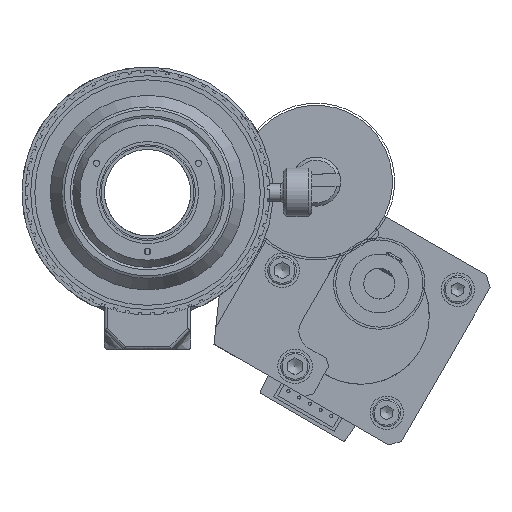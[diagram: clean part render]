
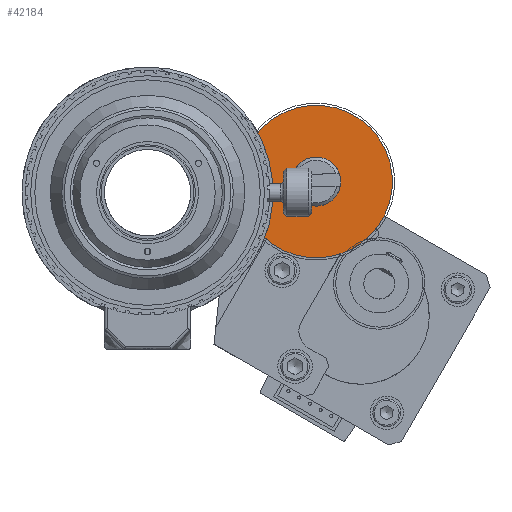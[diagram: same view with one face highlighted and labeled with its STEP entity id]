
A CAD part, left-side view. The second image highlights one B-rep face of the part: STEP entity #42184.
In plain terms, the highlighted planar face has unit normal (-1, 0, 0).
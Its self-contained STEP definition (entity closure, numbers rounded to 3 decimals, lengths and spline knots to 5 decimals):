
#1302=FACE_BOUND('',#15143,.T.);
#10125=PLANE('',#46298);
#12382=FACE_OUTER_BOUND('',#15142,.T.);
#15142=EDGE_LOOP('',(#39019));
#15143=EDGE_LOOP('',(#39020));
#16962=CIRCLE('',#46299,0.4861);
#16963=CIRCLE('',#46300,0.09375);
#21322=VERTEX_POINT('',#75821);
#21323=VERTEX_POINT('',#75823);
#27225=EDGE_CURVE('',#21322,#21322,#16962,.T.);
#27226=EDGE_CURVE('',#21323,#21323,#16963,.T.);
#39019=ORIENTED_EDGE('',*,*,#27225,.F.);
#39020=ORIENTED_EDGE('',*,*,#27226,.T.);
#42184=ADVANCED_FACE('',(#12382,#1302),#10125,.T.);
#46298=AXIS2_PLACEMENT_3D('',#75820,#58255,#58256);
#46299=AXIS2_PLACEMENT_3D('',#75822,#58257,#58258);
#46300=AXIS2_PLACEMENT_3D('',#75824,#58259,#58260);
#58255=DIRECTION('center_axis',(-1.,0.,0.));
#58256=DIRECTION('ref_axis',(0.,0.,1.));
#58257=DIRECTION('center_axis',(1.,0.,0.));
#58258=DIRECTION('ref_axis',(0.,0.,-1.));
#58259=DIRECTION('center_axis',(1.,0.,0.));
#58260=DIRECTION('ref_axis',(0.,0.,-1.));
#75820=CARTESIAN_POINT('Origin',(0.,0.4861,0.));
#75821=CARTESIAN_POINT('',(0.,0.4861,0.));
#75822=CARTESIAN_POINT('Origin',(0.,0.,0.));
#75823=CARTESIAN_POINT('',(0.,0.09375,0.));
#75824=CARTESIAN_POINT('Origin',(0.,0.,0.));
